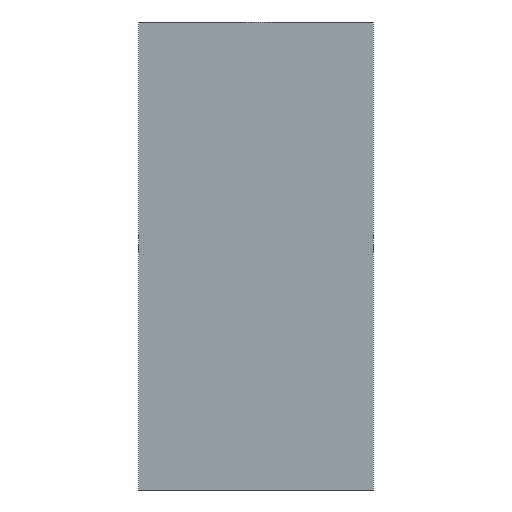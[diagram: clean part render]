
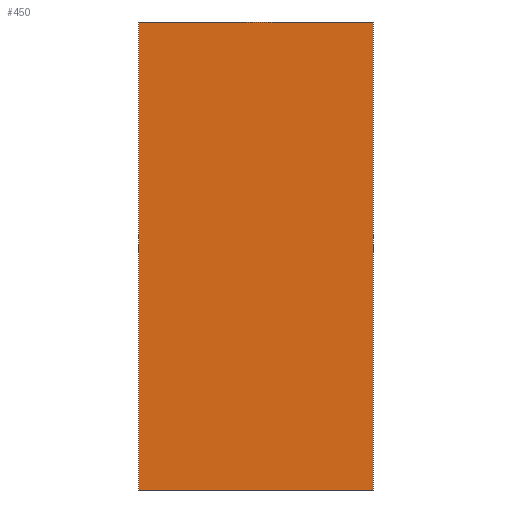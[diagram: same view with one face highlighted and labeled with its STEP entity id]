
A CAD part, front view. The second image highlights one B-rep face of the part: STEP entity #450.
In plain terms, the highlighted planar face has unit normal (0, -1, 0).
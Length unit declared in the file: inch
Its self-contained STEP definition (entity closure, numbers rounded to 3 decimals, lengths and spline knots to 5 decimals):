
#2 = AXIS2_PLACEMENT_3D ( 'NONE', #180, #81, #37 ) ;
#10 = DIRECTION ( 'NONE',  ( 0., 0., -1. ) ) ;
#22 = DIRECTION ( 'NONE',  ( 1., 0., 0. ) ) ;
#28 = EDGE_CURVE ( 'NONE', #366, #40, #319, .T. ) ;
#37 = DIRECTION ( 'NONE',  ( 0., 0., 1. ) ) ;
#40 = VERTEX_POINT ( 'NONE', #45 ) ;
#45 = CARTESIAN_POINT ( 'NONE',  ( 10.5, -5.5, -1. ) ) ;
#68 = VECTOR ( 'NONE', #22, 39.37008 ) ;
#78 = EDGE_CURVE ( 'NONE', #226, #366, #411, .T. ) ;
#81 = DIRECTION ( 'NONE',  ( 0., 1., 0. ) ) ;
#85 = DIRECTION ( 'NONE',  ( 1., 0., 0. ) ) ;
#88 = VERTEX_POINT ( 'NONE', #253 ) ;
#99 = VECTOR ( 'NONE', #85, 39.37008 ) ;
#134 = DIRECTION ( 'NONE',  ( 0., 0., -1. ) ) ;
#164 = EDGE_CURVE ( 'NONE', #88, #40, #228, .T. ) ;
#169 = ORIENTED_EDGE ( 'NONE', *, *, #28, .F. ) ;
#180 = CARTESIAN_POINT ( 'NONE',  ( 9.5, -5.5, 1. ) ) ;
#226 = VERTEX_POINT ( 'NONE', #385 ) ;
#228 = LINE ( 'NONE', #334, #68 ) ;
#251 = VECTOR ( 'NONE', #10, 39.37008 ) ;
#253 = CARTESIAN_POINT ( 'NONE',  ( 9.5, -5.5, -1. ) ) ;
#257 = EDGE_CURVE ( 'NONE', #226, #88, #303, .T. ) ;
#276 = FACE_OUTER_BOUND ( 'NONE', #435, .T. ) ;
#283 = ORIENTED_EDGE ( 'NONE', *, *, #257, .T. ) ;
#300 = VECTOR ( 'NONE', #134, 39.37008 ) ;
#303 = LINE ( 'NONE', #388, #300 ) ;
#319 = LINE ( 'NONE', #436, #251 ) ;
#334 = CARTESIAN_POINT ( 'NONE',  ( 9.5, -5.5, -1. ) ) ;
#366 = VERTEX_POINT ( 'NONE', #387 ) ;
#370 = CARTESIAN_POINT ( 'NONE',  ( 9.5, -5.5, 1. ) ) ;
#379 = ORIENTED_EDGE ( 'NONE', *, *, #164, .T. ) ;
#385 = CARTESIAN_POINT ( 'NONE',  ( 9.5, -5.5, 1. ) ) ;
#387 = CARTESIAN_POINT ( 'NONE',  ( 10.5, -5.5, 1. ) ) ;
#388 = CARTESIAN_POINT ( 'NONE',  ( 9.5, -5.5, 1. ) ) ;
#411 = LINE ( 'NONE', #370, #99 ) ;
#427 = PLANE ( 'NONE',  #2 ) ;
#428 = ORIENTED_EDGE ( 'NONE', *, *, #78, .F. ) ;
#435 = EDGE_LOOP ( 'NONE', ( #379, #169, #428, #283 ) ) ;
#436 = CARTESIAN_POINT ( 'NONE',  ( 10.5, -5.5, 1. ) ) ;
#450 = ADVANCED_FACE ( 'NONE', ( #276 ), #427, .F. ) ;
